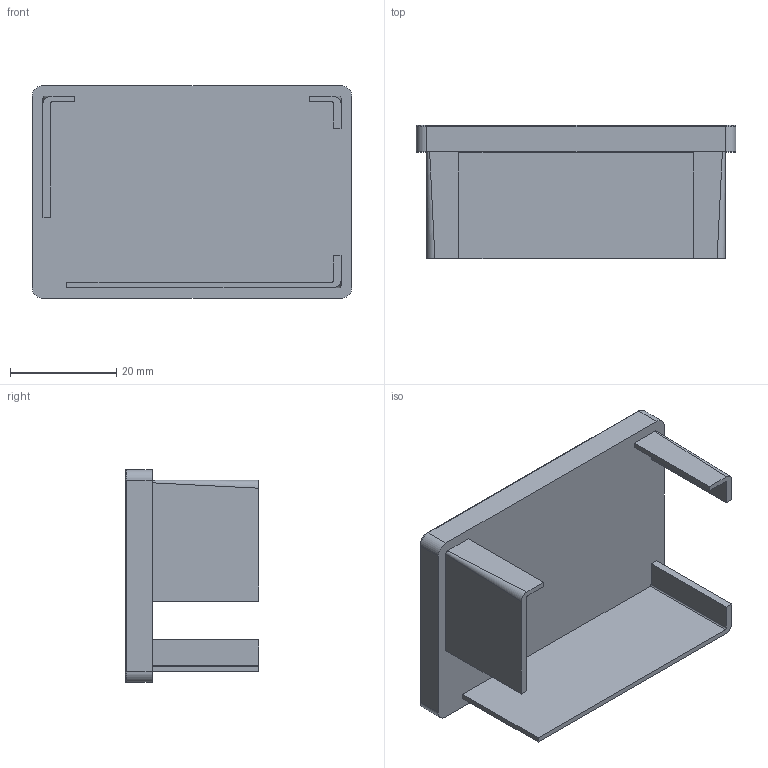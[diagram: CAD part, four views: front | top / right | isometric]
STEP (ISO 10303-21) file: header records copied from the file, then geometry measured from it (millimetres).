
FILE_DESCRIPTION (( 'STEP AP203' ), '1' );
FILE_NAME ('3D_GV1794_60x40x2_188713500.STEP', '2024-10-19T07:55:42', ( '' ), ( '' ), 'SwSTEP 2.0', 'SolidWorks 2024', '' );
FILE_SCHEMA (( 'CONFIG_CONTROL_DESIGN' ));
Length unit declared in the file: millimetre
Products named in the file (1): 3D_GV1794_60x40x2_188713500
Bounding box: 60 x 25 x 40 mm (x, y, z)
Volume: 14146 mm3; surface area: 9650.2 mm2
Topology: 1 solids, 1 shells, 45 faces, 112 edges, 72 vertices
Faces by surface type: plane 27, cylinder 11, torus 4, bspline 3
Entity records: 1480 total; most frequent: CARTESIAN_POINT 347, ORIENTED_EDGE 224, DIRECTION 212, EDGE_CURVE 112, VECTOR 74, LINE 74, VERTEX_POINT 72, AXIS2_PLACEMENT_3D 69
